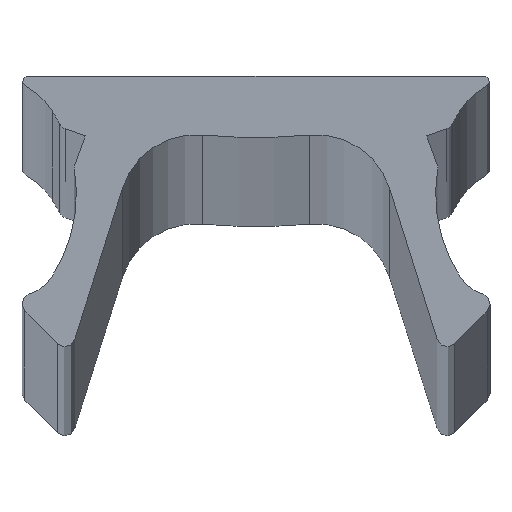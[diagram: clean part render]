
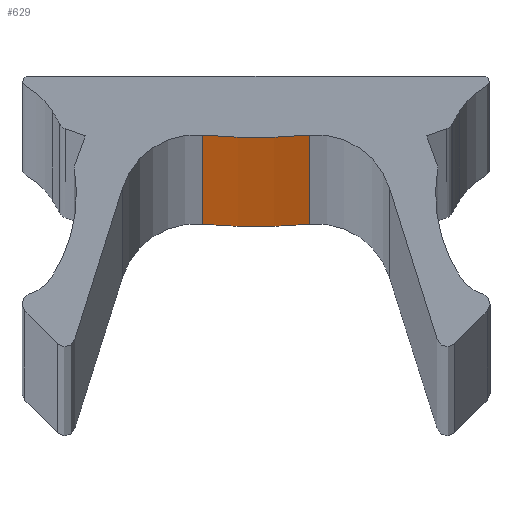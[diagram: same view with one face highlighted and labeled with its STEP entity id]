
A CAD part, top view. The second image highlights one B-rep face of the part: STEP entity #629.
In plain terms, the highlighted cylindrical face has radius 12 mm (diameter 24 mm), a partial arc.
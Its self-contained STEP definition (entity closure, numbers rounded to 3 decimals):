
#30=CYLINDRICAL_SURFACE('',#697,12.);
#86=FACE_OUTER_BOUND('',#118,.T.);
#118=EDGE_LOOP('',(#512,#513,#514,#515));
#144=CIRCLE('',#658,12.);
#168=CIRCLE('',#698,12.);
#208=LINE('',#1053,#256);
#209=LINE('',#1057,#257);
#256=VECTOR('',#853,1000.);
#257=VECTOR('',#858,1000.);
#287=VERTEX_POINT('',#950);
#288=VERTEX_POINT('',#952);
#323=VERTEX_POINT('',#1052);
#324=VERTEX_POINT('',#1056);
#347=EDGE_CURVE('',#287,#288,#144,.T.);
#397=EDGE_CURVE('',#323,#288,#208,.T.);
#399=EDGE_CURVE('',#324,#287,#209,.T.);
#400=EDGE_CURVE('',#324,#323,#168,.T.);
#512=ORIENTED_EDGE('',*,*,#399,.F.);
#513=ORIENTED_EDGE('',*,*,#400,.T.);
#514=ORIENTED_EDGE('',*,*,#397,.T.);
#515=ORIENTED_EDGE('',*,*,#347,.F.);
#629=ADVANCED_FACE('',(#86),#30,.T.);
#658=AXIS2_PLACEMENT_3D('',#953,#750,#751);
#697=AXIS2_PLACEMENT_3D('',#1055,#856,#857);
#698=AXIS2_PLACEMENT_3D('',#1058,#859,#860);
#750=DIRECTION('center_axis',(0.,0.,1.));
#751=DIRECTION('ref_axis',(-0.088,-0.996,0.));
#853=DIRECTION('',(0.,0.,1.));
#856=DIRECTION('center_axis',(0.,0.,-1.));
#857=DIRECTION('ref_axis',(1.,0.,0.));
#858=DIRECTION('',(0.,0.,1.));
#859=DIRECTION('center_axis',(0.,0.,1.));
#860=DIRECTION('ref_axis',(-1.,0.,0.));
#950=CARTESIAN_POINT('',(-1.055,-1.154,980.));
#952=CARTESIAN_POINT('',(1.055,-1.154,980.));
#953=CARTESIAN_POINT('Origin',(0.,10.8,980.));
#1052=CARTESIAN_POINT('',(1.055,-1.154,-20.));
#1053=CARTESIAN_POINT('',(1.055,-1.154,-20.));
#1055=CARTESIAN_POINT('Origin',(0.,10.8,-20.));
#1056=CARTESIAN_POINT('',(-1.055,-1.154,-20.));
#1057=CARTESIAN_POINT('',(-1.055,-1.154,-20.));
#1058=CARTESIAN_POINT('Origin',(0.,10.8,-20.));
